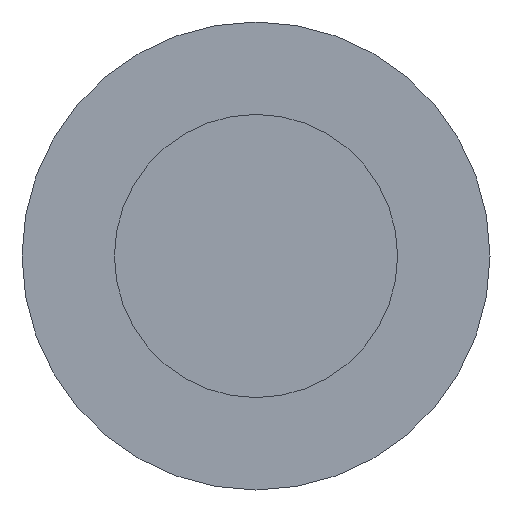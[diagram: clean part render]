
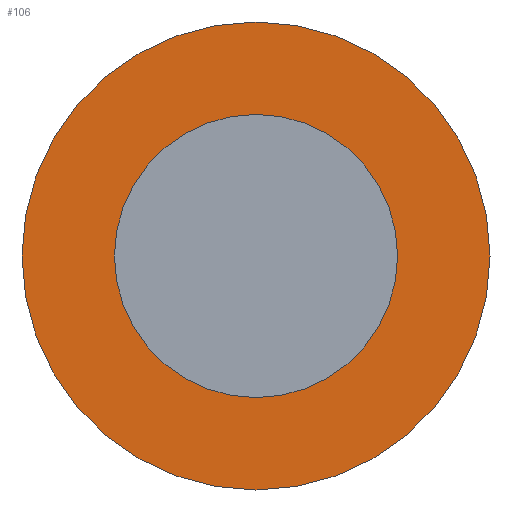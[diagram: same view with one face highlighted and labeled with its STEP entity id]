
A CAD part, front view. The second image highlights one B-rep face of the part: STEP entity #106.
In plain terms, the highlighted planar face has unit normal (0, -1, 0).
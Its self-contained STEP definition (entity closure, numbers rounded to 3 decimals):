
#15=FACE_BOUND('',#32,.T.);
#17=PLANE('',#130);
#23=FACE_OUTER_BOUND('',#31,.T.);
#31=EDGE_LOOP('',(#82));
#32=EDGE_LOOP('',(#83));
#52=CIRCLE('',#128,3.025);
#54=CIRCLE('',#131,5.);
#58=VERTEX_POINT('',#179);
#60=VERTEX_POINT('',#185);
#66=EDGE_CURVE('',#58,#58,#52,.T.);
#69=EDGE_CURVE('',#60,#60,#54,.T.);
#82=ORIENTED_EDGE('',*,*,#69,.T.);
#83=ORIENTED_EDGE('',*,*,#66,.T.);
#106=ADVANCED_FACE('',(#23,#15),#17,.T.);
#128=AXIS2_PLACEMENT_3D('',#180,#145,#146);
#130=AXIS2_PLACEMENT_3D('',#184,#150,#151);
#131=AXIS2_PLACEMENT_3D('',#186,#152,#153);
#145=DIRECTION('center_axis',(0.,1.,0.));
#146=DIRECTION('ref_axis',(1.,0.,0.));
#150=DIRECTION('center_axis',(0.,-1.,0.));
#151=DIRECTION('ref_axis',(1.,0.,0.));
#152=DIRECTION('center_axis',(0.,-1.,0.));
#153=DIRECTION('ref_axis',(1.,0.,0.));
#179=CARTESIAN_POINT('',(-3.025,-37.,0.));
#180=CARTESIAN_POINT('Origin',(0.,-37.,0.));
#184=CARTESIAN_POINT('Origin',(0.,-37.,0.));
#185=CARTESIAN_POINT('',(-5.,-37.,0.));
#186=CARTESIAN_POINT('Origin',(0.,-37.,0.));
